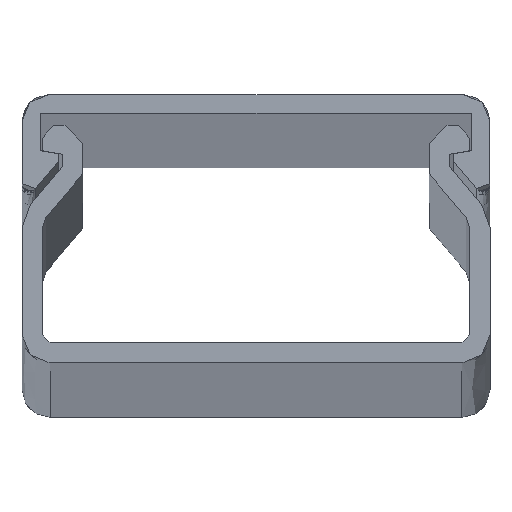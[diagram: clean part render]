
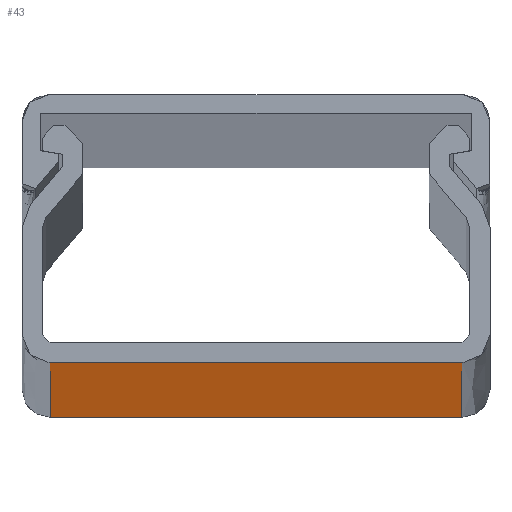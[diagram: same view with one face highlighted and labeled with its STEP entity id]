
A CAD part, top view. The second image highlights one B-rep face of the part: STEP entity #43.
In plain terms, the highlighted free-form (B-spline) face has degree [2, 1] with [5, 2] control points.
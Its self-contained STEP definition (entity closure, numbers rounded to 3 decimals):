
#43=ADVANCED_FACE('',(#95),#875,.T.);
#95=FACE_OUTER_BOUND('',#147,.T.);
#147=EDGE_LOOP('',(#280,#281,#282,#283));
#280=ORIENTED_EDGE('',*,*,#542,.T.);
#281=ORIENTED_EDGE('',*,*,#543,.T.);
#282=ORIENTED_EDGE('',*,*,#544,.F.);
#283=ORIENTED_EDGE('',*,*,#540,.F.);
#540=EDGE_CURVE('',#802,#803,#684,.T.);
#542=EDGE_CURVE('',#802,#804,#686,.T.);
#543=EDGE_CURVE('',#804,#805,#687,.T.);
#544=EDGE_CURVE('',#803,#805,#688,.T.);
#684=(
BOUNDED_CURVE()
B_SPLINE_CURVE(1,(#1493,#1494),.UNSPECIFIED.,.F.,.F.)
B_SPLINE_CURVE_WITH_KNOTS((2,2),(0.,2000.),.UNSPECIFIED.)
CURVE()
GEOMETRIC_REPRESENTATION_ITEM()
RATIONAL_B_SPLINE_CURVE((1.,1.))
REPRESENTATION_ITEM('')
);
#686=(
BOUNDED_CURVE()
B_SPLINE_CURVE(2,(#1498,#1499,#1500,#1501,#1502),.UNSPECIFIED.,.F.,.F.)
B_SPLINE_CURVE_WITH_KNOTS((3,2,3),(-274.227,-261.027,
-247.827),.UNSPECIFIED.)
CURVE()
GEOMETRIC_REPRESENTATION_ITEM()
RATIONAL_B_SPLINE_CURVE((1.,1.,1.,1.,1.))
REPRESENTATION_ITEM('')
);
#687=(
BOUNDED_CURVE()
B_SPLINE_CURVE(1,(#1503,#1504),.UNSPECIFIED.,.F.,.F.)
B_SPLINE_CURVE_WITH_KNOTS((2,2),(0.,2000.),.UNSPECIFIED.)
CURVE()
GEOMETRIC_REPRESENTATION_ITEM()
RATIONAL_B_SPLINE_CURVE((1.,1.))
REPRESENTATION_ITEM('')
);
#688=(
BOUNDED_CURVE()
B_SPLINE_CURVE(2,(#1505,#1506,#1507,#1508,#1509),.UNSPECIFIED.,.F.,.F.)
B_SPLINE_CURVE_WITH_KNOTS((3,2,3),(-274.227,-261.027,
-247.827),.UNSPECIFIED.)
CURVE()
GEOMETRIC_REPRESENTATION_ITEM()
RATIONAL_B_SPLINE_CURVE((1.,1.,1.,1.,1.))
REPRESENTATION_ITEM('')
);
#802=VERTEX_POINT('',#1262);
#803=VERTEX_POINT('',#1263);
#804=VERTEX_POINT('',#1264);
#805=VERTEX_POINT('',#1265);
#875=(
BOUNDED_SURFACE()
B_SPLINE_SURFACE(2,1,((#1168,#1169),(#1170,#1171),(#1172,#1173),(#1174,
#1175),(#1176,#1177)),.UNSPECIFIED.,.F.,.F.,.F.)
B_SPLINE_SURFACE_WITH_KNOTS((3,2,3),(2,2),(-274.227,-261.027,
-247.827),(0.,2000.),.UNSPECIFIED.)
GEOMETRIC_REPRESENTATION_ITEM()
RATIONAL_B_SPLINE_SURFACE(((1.,1.),(1.,1.),(1.,1.),(1.,1.),(1.,1.)))
REPRESENTATION_ITEM('')
SURFACE()
);
#1168=CARTESIAN_POINT('',(-13.2,0.,0.));
#1169=CARTESIAN_POINT('',(-13.2,0.,2000.));
#1170=CARTESIAN_POINT('',(-6.6,0.,0.));
#1171=CARTESIAN_POINT('',(-6.6,0.,2000.));
#1172=CARTESIAN_POINT('',(0.,0.,0.));
#1173=CARTESIAN_POINT('',(0.,0.,2000.));
#1174=CARTESIAN_POINT('',(6.6,0.,0.));
#1175=CARTESIAN_POINT('',(6.6,0.,2000.));
#1176=CARTESIAN_POINT('',(13.2,0.,0.));
#1177=CARTESIAN_POINT('',(13.2,0.,2000.));
#1262=CARTESIAN_POINT('',(-13.2,0.,0.));
#1263=CARTESIAN_POINT('',(-13.2,0.,2000.));
#1264=CARTESIAN_POINT('',(13.2,0.,0.));
#1265=CARTESIAN_POINT('',(13.2,0.,2000.));
#1493=CARTESIAN_POINT('',(-13.2,0.,0.));
#1494=CARTESIAN_POINT('',(-13.2,0.,2000.));
#1498=CARTESIAN_POINT('',(-13.2,0.,0.));
#1499=CARTESIAN_POINT('',(-6.6,0.,0.));
#1500=CARTESIAN_POINT('',(0.,0.,0.));
#1501=CARTESIAN_POINT('',(6.6,0.,0.));
#1502=CARTESIAN_POINT('',(13.2,0.,0.));
#1503=CARTESIAN_POINT('',(13.2,0.,0.));
#1504=CARTESIAN_POINT('',(13.2,0.,2000.));
#1505=CARTESIAN_POINT('',(-13.2,0.,2000.));
#1506=CARTESIAN_POINT('',(-6.6,0.,2000.));
#1507=CARTESIAN_POINT('',(0.,0.,2000.));
#1508=CARTESIAN_POINT('',(6.6,0.,2000.));
#1509=CARTESIAN_POINT('',(13.2,0.,2000.));
